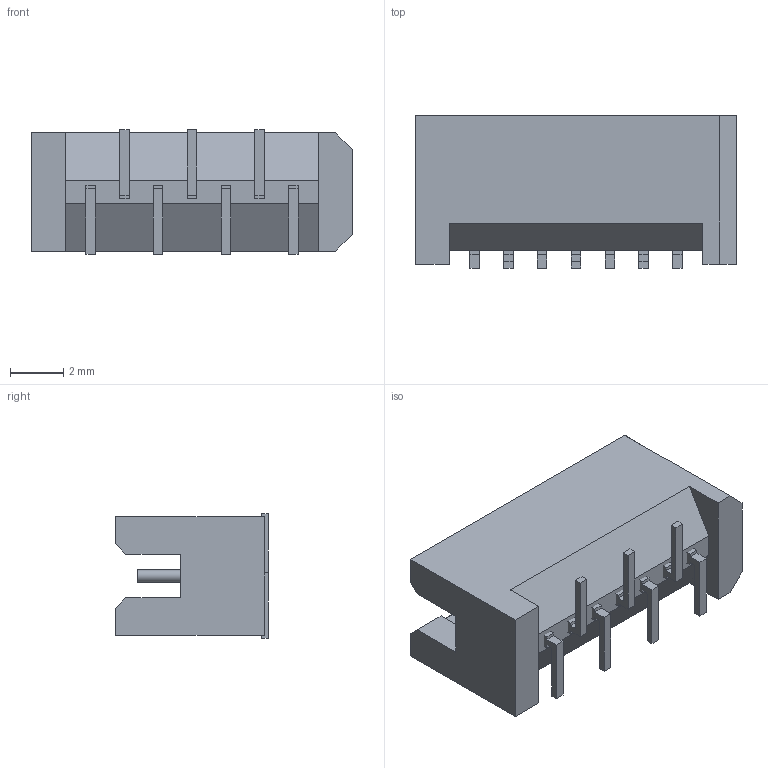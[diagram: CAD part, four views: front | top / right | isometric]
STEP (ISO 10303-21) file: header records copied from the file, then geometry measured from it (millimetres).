
FILE_DESCRIPTION( ( 'STEP AP214' ), '1' );
FILE_NAME( 'TFM-107-02-L-S.stp', '2019-05-18T20:56:37', ( '' ), ( '' ), ' ', 'PARTsolutions', ' ' );
FILE_SCHEMA( ( 'AUTOMOTIVE_DESIGN { 1 0 10303 214 1 1 1 1 }' ) );
Length unit declared in the file: inch
Products named in the file (3): TFM-107-02-L-S; _TFM-107-02-L-S_terminal; _TFM-107-02-L-S_pins
Assembly tree (2 placements, depth 2):
  TFM-107-02-L-S
    _TFM-107-02-L-S_terminal
    _TFM-107-02-L-S_pins
Bounding box: 12.06 x 5.74 x 4.7 mm (x, y, z)
Volume: 165.2 mm3; surface area: 444.2 mm2
Topology: 2 solids, 2 shells, 132 faces, 363 edges, 242 vertices
Faces by surface type: plane 121, cylinder 11
Full cylindrical faces by diameter (mm): 0.457 x7
Entity records: 5141 total; most frequent: CARTESIAN_POINT 719, ORIENTED_EDGE 698, DIRECTION 641, EDGE_CURVE 349, LINE 327, VECTOR 327, VERTEX_POINT 235, AXIS2_PLACEMENT_3D 157
